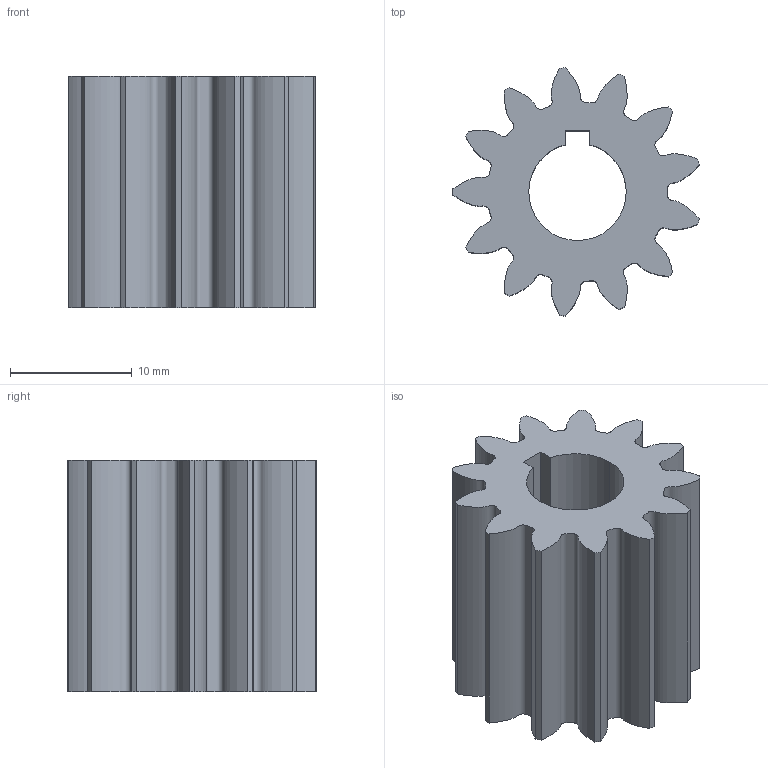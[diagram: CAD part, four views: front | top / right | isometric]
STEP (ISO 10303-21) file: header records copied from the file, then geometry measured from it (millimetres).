
FILE_DESCRIPTION (( 'STEP AP214' ), '1' );
FILE_NAME ('217-3416-STEP.STEP', '2013-12-09T15:47:11', ( '' ), ( '' ), 'SwSTEP 2.0', 'SolidWorks 2013', '' );
FILE_SCHEMA (( 'AUTOMOTIVE_DESIGN' ));
Length unit declared in the file: millimetre
Products named in the file (1): 217-3416-STEP
Bounding box: 20.22 x 20.36 x 19 mm (x, y, z)
Volume: 3603.9 mm3; surface area: 2818.8 mm2
Topology: 1 solids, 1 shells, 34 faces, 96 edges, 64 vertices
Faces by surface type: cylinder 16, bspline 13, plane 5
Entity records: 4296 total; most frequent: CARTESIAN_POINT 3432, ORIENTED_EDGE 192, DIRECTION 146, EDGE_CURVE 96, VERTEX_POINT 64, AXIS2_PLACEMENT_3D 54, VECTOR 38, LINE 38
